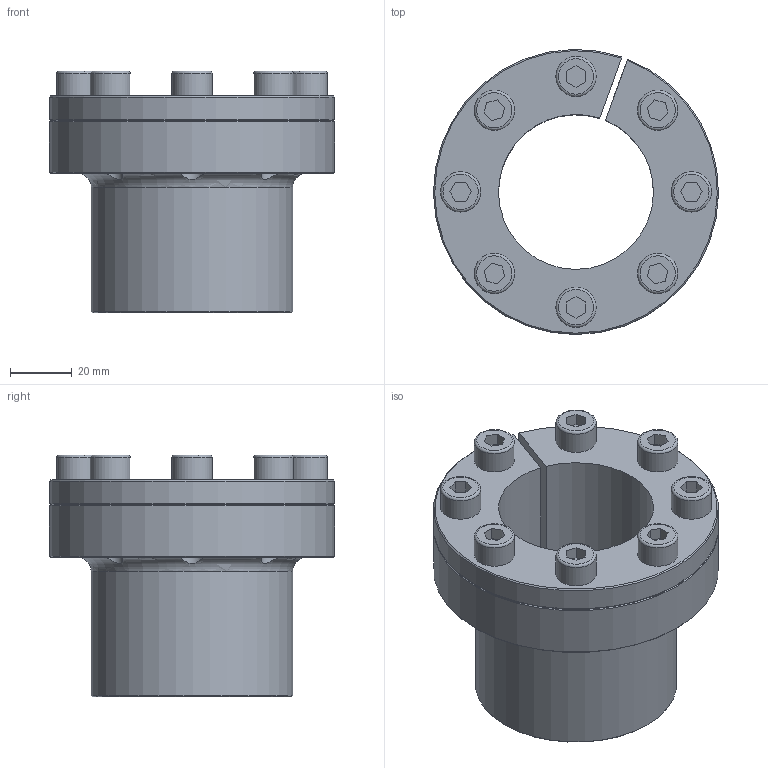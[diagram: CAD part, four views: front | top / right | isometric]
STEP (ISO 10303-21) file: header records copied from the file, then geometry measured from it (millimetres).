
FILE_DESCRIPTION(/* description */ (''),/* implementation_level */ '2;1');
FILE_NAME(/* name */ 'OBC 50x65x70 B.stp',/* time_stamp */ '2018-10-11T11:14:50+04:00',/* author */ ('ASUS'),/* organization */ ('TraceParts S.A.'),/* preprocessor_version */ 'ST-DEVELOPER v16.13',/* originating_system */ 'Autodesk Inventor 2018',/* authorisation */ '');
FILE_SCHEMA (('AUTOMOTIVE_DESIGN { 1 0 10303 214 3 1 1 }'));
Length unit declared in the file: millimetre
Products named in the file (1): locks_cl50x65t
Bounding box: 91.99 x 91.99 x 78 mm (x, y, z)
Volume: 167281.1 mm3; surface area: 50670.7 mm2
Topology: 1 solids, 1 shells, 146 faces, 392 edges, 256 vertices
Faces by surface type: plane 82, cylinder 29, torus 18, cone 17
Full cylindrical faces by diameter (mm): 8 x16, 13 x8
Entity records: 4913 total; most frequent: CARTESIAN_POINT 1251, DIRECTION 712, ORIENTED_EDGE 672, EDGE_CURVE 336, AXIS2_PLACEMENT_3D 263, VERTEX_POINT 240, EDGE_LOOP 212, LINE 186
